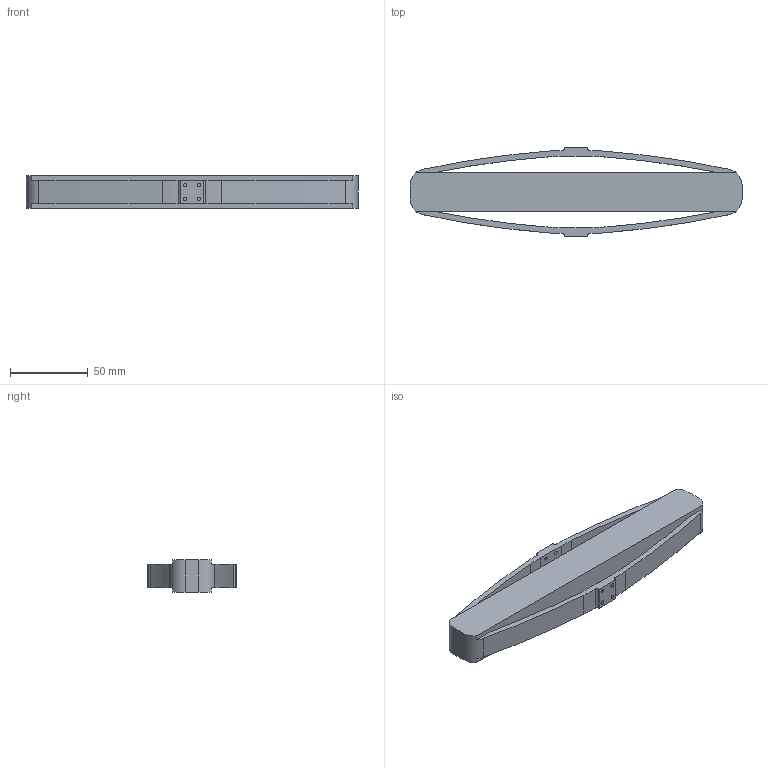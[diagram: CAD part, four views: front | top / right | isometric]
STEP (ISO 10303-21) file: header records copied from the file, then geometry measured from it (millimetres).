
FILE_DESCRIPTION (( 'STEP AP203' ), '1' );
FILE_NAME ('002242_PAss APA1000XL 03.step', '2010-09-28T16:38:39', ( 'Mecanique' ), ( 'Cedrat Technologies' ), 'SwSTEP 2.0', 'SolidWorks 2010', '' );
FILE_SCHEMA (( 'CONFIG_CONTROL_DESIGN' ));
Length unit declared in the file: millimetre
Products named in the file (1): 002242_PAss APA1000XL 03
Bounding box: 214.15 x 56.97 x 21 mm (x, y, z)
Volume: 134192.4 mm3; surface area: 34896.6 mm2
Topology: 1 solids, 1 shells, 58 faces, 180 edges, 120 vertices
Faces by surface type: cylinder 40, plane 18
Entity records: 2169 total; most frequent: DIRECTION 386, ORIENTED_EDGE 360, CARTESIAN_POINT 359, EDGE_CURVE 180, AXIS2_PLACEMENT_3D 147, VERTEX_POINT 120, LINE 92, VECTOR 92
